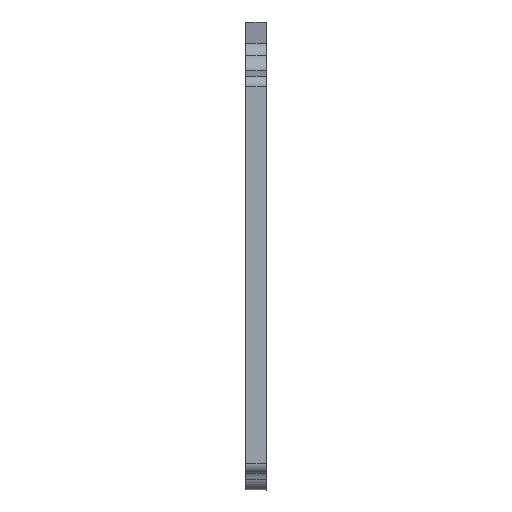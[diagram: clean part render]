
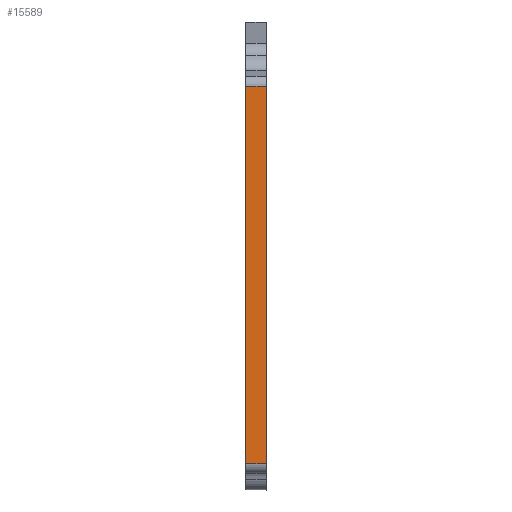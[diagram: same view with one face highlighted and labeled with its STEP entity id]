
A CAD part, left-side view. The second image highlights one B-rep face of the part: STEP entity #15589.
In plain terms, the highlighted planar face has unit normal (-1, 0, 0).
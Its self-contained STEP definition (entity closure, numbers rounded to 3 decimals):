
#452=PLANE('',#16579);
#1252=FACE_OUTER_BOUND('',#2065,.T.);
#2065=EDGE_LOOP('',(#12852,#12853,#12854,#12855));
#3503=LINE('',#23562,#5444);
#3807=LINE('',#24400,#5748);
#3809=LINE('',#24406,#5750);
#3810=LINE('',#24407,#5751);
#5444=VECTOR('',#18854,10.);
#5748=VECTOR('',#19632,10.);
#5750=VECTOR('',#19638,10.);
#5751=VECTOR('',#19639,10.);
#7571=VERTEX_POINT('',#23559);
#7572=VERTEX_POINT('',#23561);
#7869=VERTEX_POINT('',#24399);
#7871=VERTEX_POINT('',#24405);
#9316=EDGE_CURVE('',#7571,#7572,#3503,.T.);
#9785=EDGE_CURVE('',#7572,#7869,#3807,.T.);
#9788=EDGE_CURVE('',#7871,#7571,#3809,.T.);
#9789=EDGE_CURVE('',#7871,#7869,#3810,.T.);
#12852=ORIENTED_EDGE('',*,*,#9785,.F.);
#12853=ORIENTED_EDGE('',*,*,#9316,.F.);
#12854=ORIENTED_EDGE('',*,*,#9788,.F.);
#12855=ORIENTED_EDGE('',*,*,#9789,.T.);
#15589=ADVANCED_FACE('',(#1252),#452,.T.);
#16579=AXIS2_PLACEMENT_3D('',#24404,#19636,#19637);
#18854=DIRECTION('',(0.,0.,-1.));
#19632=DIRECTION('',(0.,1.,0.));
#19636=DIRECTION('center_axis',(-1.,0.,0.));
#19637=DIRECTION('ref_axis',(0.,0.,-1.));
#19638=DIRECTION('',(0.,-1.,0.));
#19639=DIRECTION('',(0.,0.,-1.));
#23559=CARTESIAN_POINT('',(-114.203,-4.,37.575));
#23561=CARTESIAN_POINT('',(-114.203,-4.,-37.575));
#23562=CARTESIAN_POINT('',(-114.203,-4.,37.575));
#24399=CARTESIAN_POINT('',(-114.203,0.,-37.575));
#24400=CARTESIAN_POINT('',(-114.203,0.,-37.575));
#24404=CARTESIAN_POINT('Origin',(-114.203,0.,39.575));
#24405=CARTESIAN_POINT('',(-114.203,0.,37.575));
#24406=CARTESIAN_POINT('',(-114.203,0.,37.575));
#24407=CARTESIAN_POINT('',(-114.203,0.,39.575));
